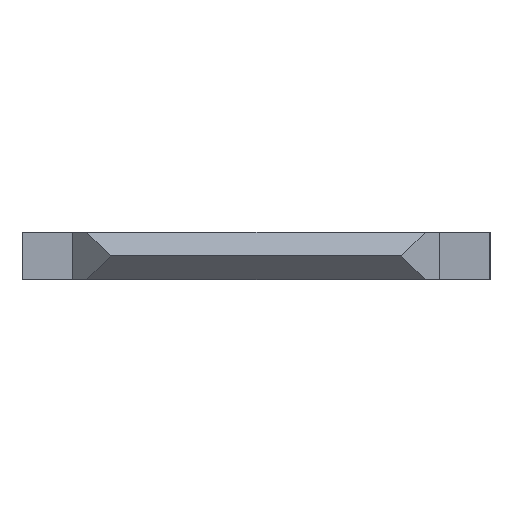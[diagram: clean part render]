
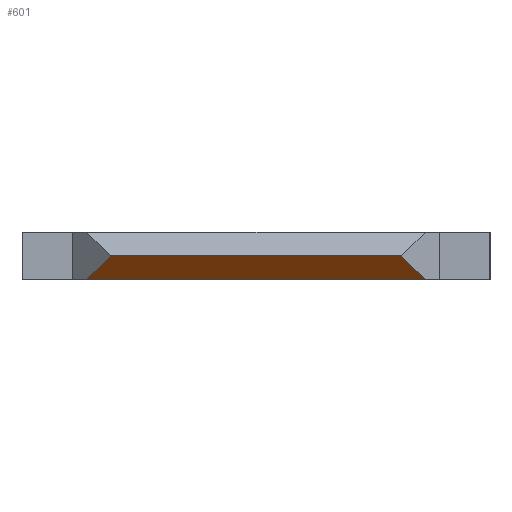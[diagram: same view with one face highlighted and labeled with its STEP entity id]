
A CAD part, left-side view. The second image highlights one B-rep face of the part: STEP entity #601.
In plain terms, the highlighted planar face has unit normal (-0.707, 0, -0.707).
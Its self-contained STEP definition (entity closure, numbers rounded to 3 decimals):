
#94 = CARTESIAN_POINT ( 'NONE',  ( -15.8, 2.464, 0. ) ) ;
#129 = EDGE_LOOP ( 'NONE', ( #604, #658, #1035, #337 ) ) ;
#194 = CARTESIAN_POINT ( 'NONE',  ( -17.842, -0.825, 2.042 ) ) ;
#203 = CARTESIAN_POINT ( 'NONE',  ( -16.2, 2.464, 0.4 ) ) ;
#268 = VERTEX_POINT ( 'NONE', #1048 ) ;
#288 = EDGE_CURVE ( 'NONE', #483, #488, #629, .T. ) ;
#311 = VERTEX_POINT ( 'NONE', #203 ) ;
#337 = ORIENTED_EDGE ( 'NONE', *, *, #953, .F. ) ;
#363 = DIRECTION ( 'NONE',  ( -0.707, 0., -0.707 ) ) ;
#440 = PLANE ( 'NONE',  #1031 ) ;
#481 = CARTESIAN_POINT ( 'NONE',  ( -16.2, 2.464, 0.4 ) ) ;
#483 = VERTEX_POINT ( 'NONE', #540 ) ;
#488 = VERTEX_POINT ( 'NONE', #703 ) ;
#505 = DIRECTION ( 'NONE',  ( 0., 1., 0. ) ) ;
#513 = VECTOR ( 'NONE', #666, 1000. ) ;
#534 = CARTESIAN_POINT ( 'NONE',  ( -16.2, 2.464, 0.4 ) ) ;
#540 = CARTESIAN_POINT ( 'NONE',  ( -15.8, -2.864, 0. ) ) ;
#593 = DIRECTION ( 'NONE',  ( 0., -1., 0. ) ) ;
#601 = ADVANCED_FACE ( 'NONE', ( #702 ), #440, .T. ) ;
#604 = ORIENTED_EDGE ( 'NONE', *, *, #794, .F. ) ;
#629 = LINE ( 'NONE', #94, #1017 ) ;
#658 = ORIENTED_EDGE ( 'NONE', *, *, #288, .F. ) ;
#666 = DIRECTION ( 'NONE',  ( -0.578, -0.577, 0.578 ) ) ;
#692 = LINE ( 'NONE', #935, #733 ) ;
#702 = FACE_OUTER_BOUND ( 'NONE', #129, .T. ) ;
#703 = CARTESIAN_POINT ( 'NONE',  ( -15.8, 2.864, 0. ) ) ;
#733 = VECTOR ( 'NONE', #593, 1000. ) ;
#794 = EDGE_CURVE ( 'NONE', #488, #311, #894, .T. ) ;
#840 = VECTOR ( 'NONE', #870, 1000. ) ;
#870 = DIRECTION ( 'NONE',  ( 0.578, -0.577, -0.578 ) ) ;
#894 = LINE ( 'NONE', #481, #513 ) ;
#935 = CARTESIAN_POINT ( 'NONE',  ( -16.2, -2.464, 0.4 ) ) ;
#953 = EDGE_CURVE ( 'NONE', #311, #268, #692, .T. ) ;
#958 = LINE ( 'NONE', #194, #840 ) ;
#1013 = EDGE_CURVE ( 'NONE', #268, #483, #958, .T. ) ;
#1017 = VECTOR ( 'NONE', #505, 1000. ) ;
#1031 = AXIS2_PLACEMENT_3D ( 'NONE', #534, #363, #1045 ) ;
#1035 = ORIENTED_EDGE ( 'NONE', *, *, #1013, .F. ) ;
#1045 = DIRECTION ( 'NONE',  ( -0.707, 0., 0.707 ) ) ;
#1048 = CARTESIAN_POINT ( 'NONE',  ( -16.2, -2.464, 0.4 ) ) ;
